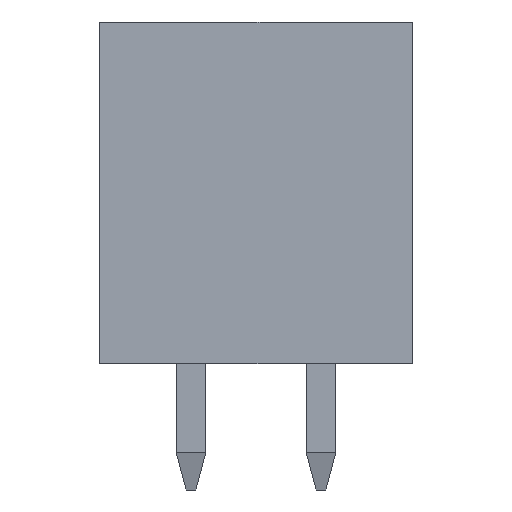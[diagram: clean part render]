
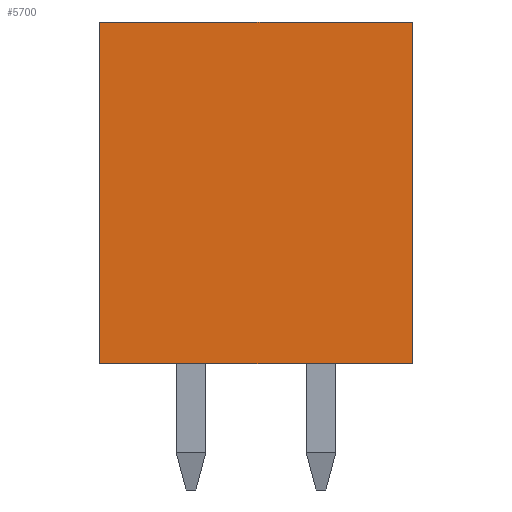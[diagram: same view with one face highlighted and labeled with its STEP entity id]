
A CAD part, front view. The second image highlights one B-rep face of the part: STEP entity #5700.
In plain terms, the highlighted planar face has unit normal (0, -1, 0).
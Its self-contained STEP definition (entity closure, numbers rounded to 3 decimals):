
#120=CARTESIAN_POINT('',(9.2,0.,2.45));
#130=VERTEX_POINT('',#120);
#160=CARTESIAN_POINT('',(0.,0.,2.45));
#170=DIRECTION('',(1.,0.,0.));
#180=VECTOR('',#170,1.);
#190=LINE('',#160,#180);
#200=CARTESIAN_POINT('',(0.,0.,2.45));
#210=VERTEX_POINT('',#200);
#220=EDGE_CURVE('',#210,#130,#190,.T.);
#5270=CARTESIAN_POINT('',(9.2,0.,-5.95))
;
#5280=VERTEX_POINT('',#5270);
#5310=CARTESIAN_POINT('',(9.2,0.,-5.95))
;
#5320=DIRECTION('',(0.,0.,1.));
#5330=VECTOR('',#5320,1.);
#5340=LINE('',#5310,#5330);
#5350=EDGE_CURVE('',#5280,#130,#5340,.T.);
#5470=CARTESIAN_POINT('',(3.1,0.,0.));
#5480=DIRECTION('',(0.,-1.,0.));
#5490=DIRECTION('',(-1.,0.,0.));
#5500=AXIS2_PLACEMENT_3D('',#5470,#5480,#5490);
#5510=PLANE('',#5500);
#5520=ORIENTED_EDGE('',*,*,#220,.F.);
#5530=ORIENTED_EDGE('',*,*,#5350,.T.);
#5540=CARTESIAN_POINT('',(9.2,0.,-5.95))
;
#5550=DIRECTION('',(-1.,0.,0.));
#5560=VECTOR('',#5550,1.);
#5570=LINE('',#5540,#5560);
#5580=CARTESIAN_POINT('',(0.,0.,-5.95));
#5590=VERTEX_POINT('',#5580);
#5600=EDGE_CURVE('',#5280,#5590,#5570,.T.);
#5610=ORIENTED_EDGE('',*,*,#5600,.F.);
#5620=CARTESIAN_POINT('',(0.,0.,-5.95));
#5630=DIRECTION('',(0.,0.,1.));
#5640=VECTOR('',#5630,1.);
#5650=LINE('',#5620,#5640);
#5660=EDGE_CURVE('',#5590,#210,#5650,.T.);
#5670=ORIENTED_EDGE('',*,*,#5660,.F.);
#5680=EDGE_LOOP('',(#5670,#5610,#5530,#5520));
#5690=FACE_OUTER_BOUND('',#5680,.T.);
#5700=ADVANCED_FACE('',(#5690),#5510,.T.);
